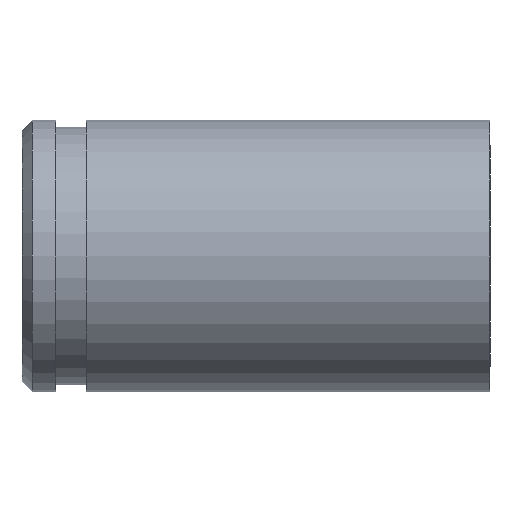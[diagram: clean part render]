
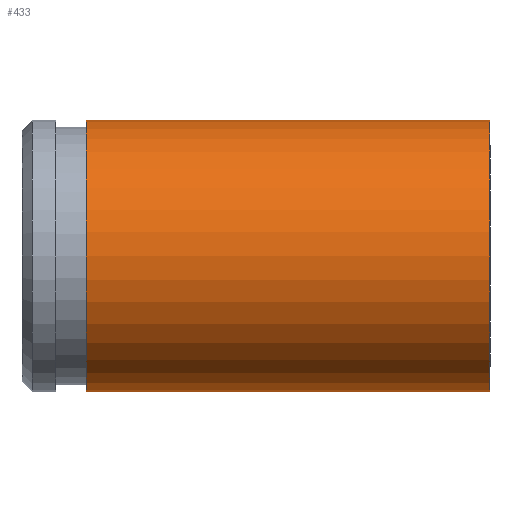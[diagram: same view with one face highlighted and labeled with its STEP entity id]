
A CAD part, left-side view. The second image highlights one B-rep face of the part: STEP entity #433.
In plain terms, the highlighted cylindrical face has radius 4 mm (diameter 8 mm), a partial arc.
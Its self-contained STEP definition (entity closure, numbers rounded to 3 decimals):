
#16 = VERTEX_POINT ( 'NONE', #150 ) ;
#30 = AXIS2_PLACEMENT_3D ( 'NONE', #74, #217, #142 ) ;
#32 = EDGE_CURVE ( 'NONE', #16, #241, #254, .T. ) ;
#38 = DIRECTION ( 'NONE',  ( 0., -1., 0. ) ) ;
#53 = EDGE_CURVE ( 'NONE', #339, #241, #75, .T. ) ;
#74 = CARTESIAN_POINT ( 'NONE',  ( 0., 0., 0. ) ) ;
#75 = LINE ( 'NONE', #454, #107 ) ;
#76 = FACE_OUTER_BOUND ( 'NONE', #94, .T. ) ;
#79 = AXIS2_PLACEMENT_3D ( 'NONE', #250, #82, #221 ) ;
#81 = EDGE_CURVE ( 'NONE', #450, #16, #149, .T. ) ;
#82 = DIRECTION ( 'NONE',  ( 0., -1., 0. ) ) ;
#94 = EDGE_LOOP ( 'NONE', ( #208, #198, #340, #431 ) ) ;
#107 = VECTOR ( 'NONE', #347, 1000. ) ;
#114 = CIRCLE ( 'NONE', #79, 4. ) ;
#142 = DIRECTION ( 'NONE',  ( 0., 0., -1. ) ) ;
#149 = LINE ( 'NONE', #284, #167 ) ;
#150 = CARTESIAN_POINT ( 'NONE',  ( 0., 0., 4. ) ) ;
#167 = VECTOR ( 'NONE', #38, 1000. ) ;
#198 = ORIENTED_EDGE ( 'NONE', *, *, #429, .T. ) ;
#208 = ORIENTED_EDGE ( 'NONE', *, *, #81, .F. ) ;
#217 = DIRECTION ( 'NONE',  ( 0., -1., 0. ) ) ;
#221 = DIRECTION ( 'NONE',  ( 0., 0., -1. ) ) ;
#241 = VERTEX_POINT ( 'NONE', #314 ) ;
#250 = CARTESIAN_POINT ( 'NONE',  ( 0., 11.9, 0. ) ) ;
#252 = CARTESIAN_POINT ( 'NONE',  ( 0., 11.9, -4. ) ) ;
#253 = DIRECTION ( 'NONE',  ( 0., 0., -1. ) ) ;
#254 = CIRCLE ( 'NONE', #324, 4. ) ;
#280 = CYLINDRICAL_SURFACE ( 'NONE', #30, 4. ) ;
#284 = CARTESIAN_POINT ( 'NONE',  ( 0., 0., 4. ) ) ;
#314 = CARTESIAN_POINT ( 'NONE',  ( 0., 0., -4. ) ) ;
#317 = DIRECTION ( 'NONE',  ( 0., -1., 0. ) ) ;
#324 = AXIS2_PLACEMENT_3D ( 'NONE', #344, #317, #253 ) ;
#339 = VERTEX_POINT ( 'NONE', #252 ) ;
#340 = ORIENTED_EDGE ( 'NONE', *, *, #53, .T. ) ;
#344 = CARTESIAN_POINT ( 'NONE',  ( 0., 0., 0. ) ) ;
#347 = DIRECTION ( 'NONE',  ( 0., -1., 0. ) ) ;
#356 = CARTESIAN_POINT ( 'NONE',  ( 0., 11.9, 4. ) ) ;
#429 = EDGE_CURVE ( 'NONE', #450, #339, #114, .T. ) ;
#431 = ORIENTED_EDGE ( 'NONE', *, *, #32, .F. ) ;
#433 = ADVANCED_FACE ( 'NONE', ( #76 ), #280, .T. ) ;
#450 = VERTEX_POINT ( 'NONE', #356 ) ;
#454 = CARTESIAN_POINT ( 'NONE',  ( 0., 0., -4. ) ) ;
